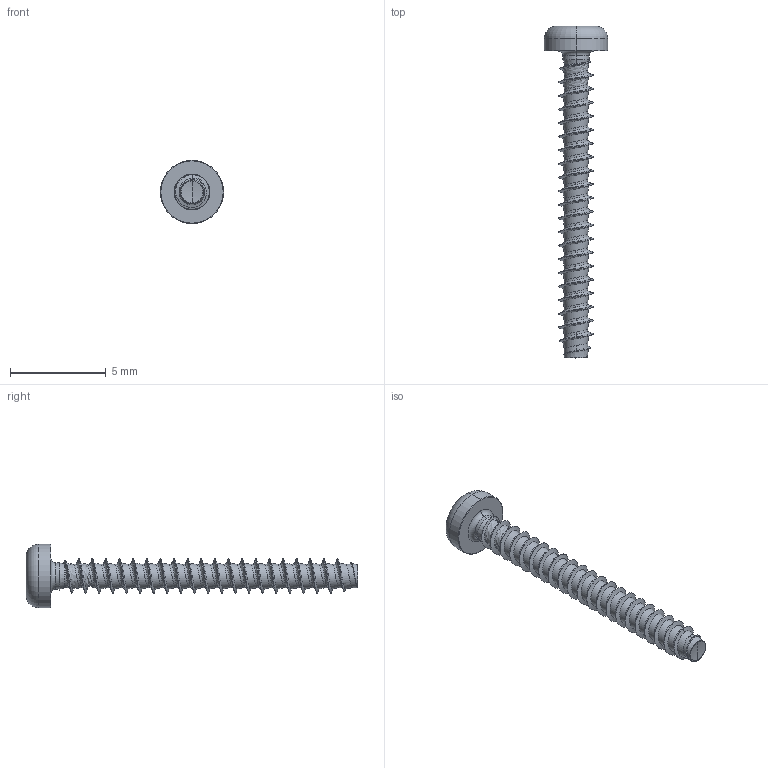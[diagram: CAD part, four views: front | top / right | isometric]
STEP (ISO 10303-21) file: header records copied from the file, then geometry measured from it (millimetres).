
FILE_DESCRIPTION (( 'STEP AP203' ), '1' );
FILE_NAME ('STP390180160.STEP', '2017-08-15T19:05:54', ( '' ), ( '' ), 'SwSTEP 2.0', 'SolidWorks 2015', '' );
FILE_SCHEMA (( 'CONFIG_CONTROL_DESIGN' ));
Products named in the file (1): STP390180160
Bounding box: 3.3 x 17.3 x 3.3 mm (x, y, z)
Volume: 31.3 mm3; surface area: 134.7 mm2
Topology: 1 solids, 1 shells, 125 faces, 323 edges, 200 vertices
Faces by surface type: cylinder 68, bspline 35, cone 10, torus 6, sphere 4, plane 2
Entity records: 31290 total; most frequent: CARTESIAN_POINT 28673, ORIENTED_EDGE 642, DIRECTION 384, EDGE_CURVE 321, VERTEX_POINT 200, AXIS2_PLACEMENT_3D 151, B_SPLINE_CURVE_WITH_KNOTS 135, EDGE_LOOP 127
